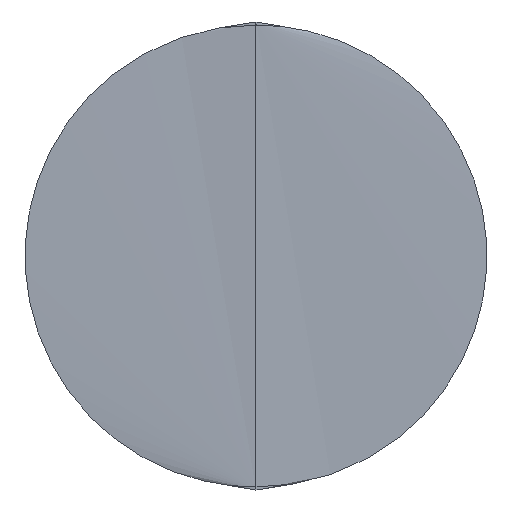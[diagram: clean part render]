
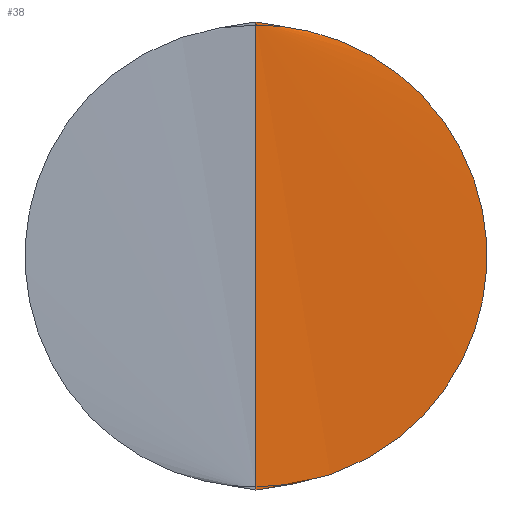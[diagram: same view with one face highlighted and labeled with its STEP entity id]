
A CAD part, top view. The second image highlights one B-rep face of the part: STEP entity #38.
In plain terms, the highlighted free-form (B-spline) face has degree [1, 2] with [2, 5] control points.
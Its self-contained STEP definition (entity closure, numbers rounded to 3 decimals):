
#38=ADVANCED_FACE('',(#55),#208,.T.);
#55=FACE_OUTER_BOUND('',#72,.T.);
#72=EDGE_LOOP('',(#114,#115,#116,#117));
#114=ORIENTED_EDGE('',*,*,#154,.F.);
#115=ORIENTED_EDGE('',*,*,#155,.T.);
#116=ORIENTED_EDGE('',*,*,#156,.T.);
#117=ORIENTED_EDGE('',*,*,#163,.F.);
#154=EDGE_CURVE('',#191,#195,#241,.T.);
#155=EDGE_CURVE('',#191,#192,#173,.T.);
#156=EDGE_CURVE('',#192,#196,#242,.T.);
#163=EDGE_CURVE('',#195,#196,#175,.T.);
#173=B_SPLINE_CURVE_WITH_KNOTS('',1,(#750,#751),.UNSPECIFIED.,.F.,.F.,(2,
2),(0.,1.521),.UNSPECIFIED.);
#175=B_SPLINE_CURVE_WITH_KNOTS('',1,(#780,#781),.UNSPECIFIED.,.F.,.F.,(2,
2),(0.,1.521),.UNSPECIFIED.);
#191=VERTEX_POINT('',#721);
#192=VERTEX_POINT('',#722);
#195=VERTEX_POINT('',#725);
#196=VERTEX_POINT('',#726);
#208=(
BOUNDED_SURFACE()
B_SPLINE_SURFACE(1,2,((#658,#659,#660,#661,#662),(#663,#664,#665,#666,#667)),
 .UNSPECIFIED.,.F.,.F.,.F.)
B_SPLINE_SURFACE_WITH_KNOTS((2,2),(3,2,3),(0.,1.521),(0.,118.269,
236.537),.UNSPECIFIED.)
GEOMETRIC_REPRESENTATION_ITEM()
RATIONAL_B_SPLINE_SURFACE(((1.,0.707,1.,0.707,1.),
(1.,0.707,1.,0.707,1.)))
REPRESENTATION_ITEM('')
SURFACE()
);
#241=(
BOUNDED_CURVE()
B_SPLINE_CURVE(2,(#745,#746,#747,#748,#749),.UNSPECIFIED.,.F.,.F.)
B_SPLINE_CURVE_WITH_KNOTS((3,2,3),(0.,118.269,
236.537),.UNSPECIFIED.)
CURVE()
GEOMETRIC_REPRESENTATION_ITEM()
RATIONAL_B_SPLINE_CURVE((1.,0.707,1.,0.707,1.))
REPRESENTATION_ITEM('')
);
#242=(
BOUNDED_CURVE()
B_SPLINE_CURVE(2,(#752,#753,#754,#755,#756),.UNSPECIFIED.,.F.,.F.)
B_SPLINE_CURVE_WITH_KNOTS((3,2,3),(0.,118.269,236.537),
 .UNSPECIFIED.)
CURVE()
GEOMETRIC_REPRESENTATION_ITEM()
RATIONAL_B_SPLINE_CURVE((1.,0.707,1.,0.707,1.))
REPRESENTATION_ITEM('')
);
#658=CARTESIAN_POINT('',(0.,0.174,1.149));
#659=CARTESIAN_POINT('',(76.281,0.174,1.149));
#660=CARTESIAN_POINT('',(76.281,76.455,1.149));
#661=CARTESIAN_POINT('',(76.281,152.736,1.149));
#662=CARTESIAN_POINT('',(0.,152.736,1.149));
#663=CARTESIAN_POINT('',(0.,1.162,0.));
#664=CARTESIAN_POINT('',(75.292,1.162,0.));
#665=CARTESIAN_POINT('',(75.292,76.455,0.));
#666=CARTESIAN_POINT('',(75.292,151.747,0.));
#667=CARTESIAN_POINT('',(0.,151.747,0.));
#721=CARTESIAN_POINT('',(0.,0.174,1.149));
#722=CARTESIAN_POINT('',(0.,1.162,0.));
#725=CARTESIAN_POINT('',(0.,152.736,1.149));
#726=CARTESIAN_POINT('',(0.,151.747,0.));
#745=CARTESIAN_POINT('',(0.,0.174,1.149));
#746=CARTESIAN_POINT('',(76.281,0.174,1.149));
#747=CARTESIAN_POINT('',(76.281,76.455,1.149));
#748=CARTESIAN_POINT('',(76.281,152.736,1.149));
#749=CARTESIAN_POINT('',(0.,152.736,1.149));
#750=CARTESIAN_POINT('',(0.,0.174,1.149));
#751=CARTESIAN_POINT('',(0.,1.162,0.));
#752=CARTESIAN_POINT('',(0.,1.162,0.));
#753=CARTESIAN_POINT('',(75.292,1.162,0.));
#754=CARTESIAN_POINT('',(75.292,76.455,0.));
#755=CARTESIAN_POINT('',(75.292,151.747,0.));
#756=CARTESIAN_POINT('',(0.,151.747,0.));
#780=CARTESIAN_POINT('',(0.,152.736,1.149));
#781=CARTESIAN_POINT('',(0.,151.747,0.));
